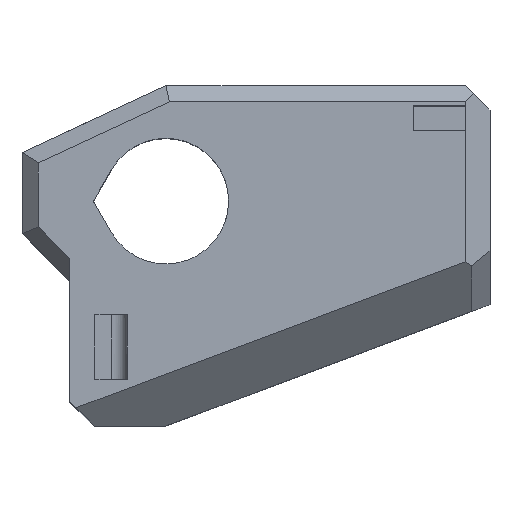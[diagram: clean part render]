
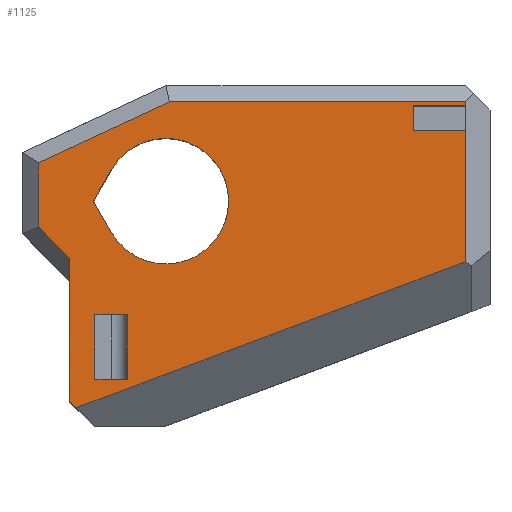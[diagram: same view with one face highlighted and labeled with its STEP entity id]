
A CAD part, top view. The second image highlights one B-rep face of the part: STEP entity #1125.
In plain terms, the highlighted planar face has unit normal (0, 0, 1).
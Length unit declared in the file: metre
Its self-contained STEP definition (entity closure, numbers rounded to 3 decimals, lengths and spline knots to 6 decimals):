
#33=CIRCLE('',#1185,0.00775);
#145=ORIENTED_EDGE('',*,*,#446,.F.);
#146=ORIENTED_EDGE('',*,*,#381,.F.);
#147=ORIENTED_EDGE('',*,*,#447,.T.);
#148=ORIENTED_EDGE('',*,*,#403,.T.);
#149=ORIENTED_EDGE('',*,*,#448,.T.);
#150=ORIENTED_EDGE('',*,*,#449,.F.);
#151=ORIENTED_EDGE('',*,*,#450,.T.);
#152=ORIENTED_EDGE('',*,*,#393,.T.);
#153=ORIENTED_EDGE('',*,*,#451,.T.);
#154=ORIENTED_EDGE('',*,*,#452,.F.);
#155=ORIENTED_EDGE('',*,*,#453,.F.);
#156=ORIENTED_EDGE('',*,*,#454,.T.);
#157=ORIENTED_EDGE('',*,*,#455,.T.);
#158=ORIENTED_EDGE('',*,*,#456,.T.);
#159=ORIENTED_EDGE('',*,*,#457,.T.);
#160=ORIENTED_EDGE('',*,*,#424,.T.);
#161=ORIENTED_EDGE('',*,*,#458,.T.);
#162=ORIENTED_EDGE('',*,*,#412,.F.);
#163=ORIENTED_EDGE('',*,*,#459,.T.);
#381=EDGE_CURVE('',#539,#538,#33,.T.);
#393=EDGE_CURVE('',#549,#550,#653,.T.);
#403=EDGE_CURVE('',#558,#557,#663,.T.);
#412=EDGE_CURVE('',#565,#566,#671,.T.);
#424=EDGE_CURVE('',#571,#574,#679,.T.);
#446=EDGE_CURVE('',#538,#588,#695,.T.);
#447=EDGE_CURVE('',#539,#588,#696,.T.);
#448=EDGE_CURVE('',#557,#589,#697,.T.);
#449=EDGE_CURVE('',#590,#589,#698,.T.);
#450=EDGE_CURVE('',#590,#549,#699,.F.);
#451=EDGE_CURVE('',#550,#591,#700,.T.);
#452=EDGE_CURVE('',#592,#591,#701,.T.);
#453=EDGE_CURVE('',#593,#592,#702,.T.);
#454=EDGE_CURVE('',#593,#594,#703,.T.);
#455=EDGE_CURVE('',#594,#595,#704,.T.);
#456=EDGE_CURVE('',#595,#596,#705,.T.);
#457=EDGE_CURVE('',#596,#558,#706,.T.);
#458=EDGE_CURVE('',#574,#566,#707,.T.);
#459=EDGE_CURVE('',#565,#571,#708,.T.);
#538=VERTEX_POINT('',#1578);
#539=VERTEX_POINT('',#1580);
#549=VERTEX_POINT('',#1607);
#550=VERTEX_POINT('',#1608);
#557=VERTEX_POINT('',#1626);
#558=VERTEX_POINT('',#1628);
#565=VERTEX_POINT('',#1645);
#566=VERTEX_POINT('',#1647);
#571=VERTEX_POINT('',#1670);
#574=VERTEX_POINT('',#1683);
#588=VERTEX_POINT('',#1741);
#589=VERTEX_POINT('',#1744);
#590=VERTEX_POINT('',#1746);
#591=VERTEX_POINT('',#1749);
#592=VERTEX_POINT('',#1751);
#593=VERTEX_POINT('',#1753);
#594=VERTEX_POINT('',#1755);
#595=VERTEX_POINT('',#1757);
#596=VERTEX_POINT('',#1759);
#653=LINE('',#1606,#788);
#663=LINE('',#1627,#798);
#671=LINE('',#1646,#806);
#679=LINE('',#1684,#814);
#695=LINE('',#1740,#830);
#696=LINE('',#1742,#831);
#697=LINE('',#1743,#832);
#698=LINE('',#1745,#833);
#699=LINE('',#1747,#834);
#700=LINE('',#1748,#835);
#701=LINE('',#1750,#836);
#702=LINE('',#1752,#837);
#703=LINE('',#1754,#838);
#704=LINE('',#1756,#839);
#705=LINE('',#1758,#840);
#706=LINE('',#1760,#841);
#707=LINE('',#1761,#842);
#708=LINE('',#1762,#843);
#788=VECTOR('',#1305,1.);
#798=VECTOR('',#1319,1.);
#806=VECTOR('',#1333,1.);
#814=VECTOR('',#1347,1.);
#830=VECTOR('',#1381,1.);
#831=VECTOR('',#1382,1.);
#832=VECTOR('',#1383,1.);
#833=VECTOR('',#1384,1.);
#834=VECTOR('',#1385,1.);
#835=VECTOR('',#1386,1.);
#836=VECTOR('',#1387,1.);
#837=VECTOR('',#1388,1.);
#838=VECTOR('',#1389,1.);
#839=VECTOR('',#1390,1.);
#840=VECTOR('',#1391,1.);
#841=VECTOR('',#1392,1.);
#842=VECTOR('',#1393,1.);
#843=VECTOR('',#1394,1.);
#920=EDGE_LOOP('',(#145,#146,#147));
#921=EDGE_LOOP('',(#148,#149,#150,#151,#152,#153,#154,#155,#156,#157,#158,
#159));
#922=EDGE_LOOP('',(#160,#161,#162,#163));
#999=FACE_BOUND('',#920,.T.);
#1000=FACE_BOUND('',#921,.T.);
#1001=FACE_BOUND('',#922,.T.);
#1072=PLANE('',#1209);
#1125=ADVANCED_FACE('',(#999,#1000,#1001),#1072,.T.);
#1185=AXIS2_PLACEMENT_3D('',#1581,#1281,#1282);
#1209=AXIS2_PLACEMENT_3D('',#1739,#1379,#1380);
#1281=DIRECTION('',(0.,0.,1.));
#1282=DIRECTION('',(1.,0.,0.));
#1305=DIRECTION('',(0.936,0.351,0.));
#1319=DIRECTION('',(0.,-1.,0.));
#1333=DIRECTION('',(1.,0.,0.));
#1347=DIRECTION('',(1.,0.,0.));
#1379=DIRECTION('',(0.,0.,1.));
#1380=DIRECTION('',(1.,0.,0.));
#1381=DIRECTION('',(-0.5,-0.866,0.));
#1382=DIRECTION('',(-0.5,0.866,0.));
#1383=DIRECTION('',(0.707,-0.707,0.));
#1384=DIRECTION('',(0.,1.,0.));
#1385=DIRECTION('',(-0.707,0.707,0.));
#1386=DIRECTION('',(0.,1.,0.));
#1387=DIRECTION('',(1.,0.,0.));
#1388=DIRECTION('',(0.,-1.,0.));
#1389=DIRECTION('',(1.,0.,0.));
#1390=DIRECTION('',(0.,1.,0.));
#1391=DIRECTION('',(-1.,0.,0.));
#1392=DIRECTION('',(-0.907,-0.421,0.));
#1393=DIRECTION('',(0.,-1.,0.));
#1394=DIRECTION('',(0.,1.,0.));
#1578=CARTESIAN_POINT('',(-0.006712,0.003875,0.012));
#1580=CARTESIAN_POINT('',(-0.00671,-0.003879,0.012));
#1581=CARTESIAN_POINT('',(0.,0.,0.012));
#1606=CARTESIAN_POINT('',(0.014551,-0.015885,0.012));
#1607=CARTESIAN_POINT('',(-0.011091,-0.025501,0.012));
#1608=CARTESIAN_POINT('',(0.037,-0.007467,0.012));
#1626=CARTESIAN_POINT('',(-0.01575,-0.003172,0.012));
#1627=CARTESIAN_POINT('',(-0.01575,-0.00675,0.012));
#1628=CARTESIAN_POINT('',(-0.01575,0.004724,0.012));
#1645=CARTESIAN_POINT('',(-0.00875,-0.022,0.012));
#1646=CARTESIAN_POINT('',(-0.00975,-0.022,0.012));
#1647=CARTESIAN_POINT('',(-0.00475,-0.022,0.012));
#1670=CARTESIAN_POINT('',(-0.00875,-0.014,0.012));
#1683=CARTESIAN_POINT('',(-0.00475,-0.014,0.012));
#1684=CARTESIAN_POINT('',(-0.00975,-0.014,0.012));
#1739=CARTESIAN_POINT('',(0.011125,-0.00675,0.012));
#1740=CARTESIAN_POINT('',(-0.006712,0.003875,0.012));
#1741=CARTESIAN_POINT('',(-0.008949,0.,0.012));
#1742=CARTESIAN_POINT('',(-0.006712,-0.003875,0.012));
#1743=CARTESIAN_POINT('',(-0.000523,-0.018398,0.012));
#1744=CARTESIAN_POINT('',(-0.011843,-0.007079,0.012));
#1745=CARTESIAN_POINT('',(-0.011843,-0.018875,0.012));
#1746=CARTESIAN_POINT('',(-0.011843,-0.02475,0.012));
#1747=CARTESIAN_POINT('',(-0.009359,-0.027234,0.012));
#1748=CARTESIAN_POINT('',(0.037,-0.00675,0.012));
#1749=CARTESIAN_POINT('',(0.037,0.00875,0.012));
#1750=CARTESIAN_POINT('',(0.03375,0.00875,0.012));
#1751=CARTESIAN_POINT('',(0.0305,0.00875,0.012));
#1752=CARTESIAN_POINT('',(0.0305,0.01025,0.012));
#1753=CARTESIAN_POINT('',(0.0305,0.01175,0.012));
#1754=CARTESIAN_POINT('',(0.03375,0.01175,0.012));
#1755=CARTESIAN_POINT('',(0.037,0.01175,0.012));
#1756=CARTESIAN_POINT('',(0.037,-0.00675,0.012));
#1757=CARTESIAN_POINT('',(0.037,0.01225,0.012));
#1758=CARTESIAN_POINT('',(0.,0.01225,0.012));
#1759=CARTESIAN_POINT('',(0.000442,0.01225,0.012));
#1760=CARTESIAN_POINT('',(-0.016907,0.004186,0.012));
#1761=CARTESIAN_POINT('',(-0.00475,-0.018,0.012));
#1762=CARTESIAN_POINT('',(-0.00875,-0.018,0.012));
